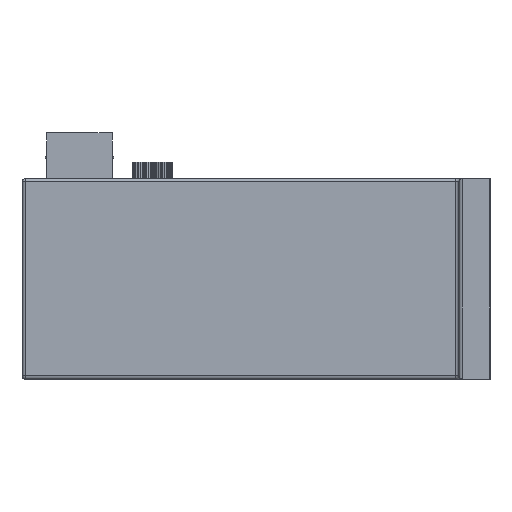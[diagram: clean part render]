
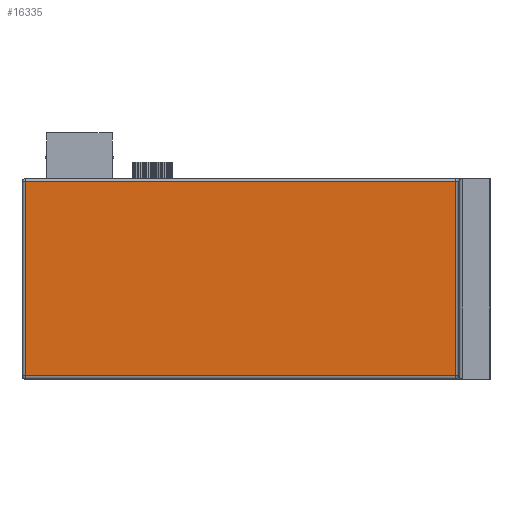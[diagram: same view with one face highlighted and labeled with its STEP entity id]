
A CAD part, left-side view. The second image highlights one B-rep face of the part: STEP entity #16335.
In plain terms, the highlighted planar face has unit normal (-1, 0, 0).
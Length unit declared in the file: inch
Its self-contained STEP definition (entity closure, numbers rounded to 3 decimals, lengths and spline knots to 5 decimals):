
#35 = CARTESIAN_POINT ( 'NONE',  ( 0.33328, 3.02081, 2.62054 ) ) ;
#569 = VERTEX_POINT ( 'NONE', #16745 ) ;
#694 = EDGE_CURVE ( 'NONE', #569, #6549, #4436, .T. ) ;
#1127 = LINE ( 'NONE', #11620, #7651 ) ;
#1172 = DIRECTION ( 'NONE',  ( 0., 0., -1. ) ) ;
#1491 = CARTESIAN_POINT ( 'NONE',  ( 0.33328, 0.99281, 2.62054 ) ) ;
#2837 = DIRECTION ( 'NONE',  ( 0., 0., 1. ) ) ;
#4115 = FACE_OUTER_BOUND ( 'NONE', #7120, .T. ) ;
#4436 = LINE ( 'NONE', #5894, #6205 ) ;
#4678 = DIRECTION ( 'NONE',  ( 0., -1., 0. ) ) ;
#4764 = AXIS2_PLACEMENT_3D ( 'NONE', #13563, #8217, #1172 ) ;
#5138 = ORIENTED_EDGE ( 'NONE', *, *, #13976, .T. ) ;
#5894 = CARTESIAN_POINT ( 'NONE',  ( 0.33328, 0.99281, 1.71354 ) ) ;
#6014 = CARTESIAN_POINT ( 'NONE',  ( 0.33328, 1.00781, 2.62054 ) ) ;
#6205 = VECTOR ( 'NONE', #4678, 39.37008 ) ;
#6549 = VERTEX_POINT ( 'NONE', #7266 ) ;
#7120 = EDGE_LOOP ( 'NONE', ( #7539, #5138, #9979, #7172 ) ) ;
#7172 = ORIENTED_EDGE ( 'NONE', *, *, #694, .T. ) ;
#7266 = CARTESIAN_POINT ( 'NONE',  ( 0.33328, 1.00781, 1.71354 ) ) ;
#7539 = ORIENTED_EDGE ( 'NONE', *, *, #15944, .T. ) ;
#7651 = VECTOR ( 'NONE', #14439, 39.37008 ) ;
#8217 = DIRECTION ( 'NONE',  ( 1., 0., 0. ) ) ;
#8293 = LINE ( 'NONE', #11114, #15698 ) ;
#9979 = ORIENTED_EDGE ( 'NONE', *, *, #10432, .T. ) ;
#10432 = EDGE_CURVE ( 'NONE', #17381, #569, #1127, .T. ) ;
#11114 = CARTESIAN_POINT ( 'NONE',  ( 0.33328, 1.00781, 2.63554 ) ) ;
#11620 = CARTESIAN_POINT ( 'NONE',  ( 0.33328, 3.02081, 2.63554 ) ) ;
#13384 = VERTEX_POINT ( 'NONE', #6014 ) ;
#13563 = CARTESIAN_POINT ( 'NONE',  ( 0.33328, 0.99281, 2.63554 ) ) ;
#13976 = EDGE_CURVE ( 'NONE', #13384, #17381, #14664, .T. ) ;
#14439 = DIRECTION ( 'NONE',  ( 0., 0., -1. ) ) ;
#14664 = LINE ( 'NONE', #1491, #14882 ) ;
#14882 = VECTOR ( 'NONE', #15659, 39.37008 ) ;
#15659 = DIRECTION ( 'NONE',  ( 0., 1., 0. ) ) ;
#15698 = VECTOR ( 'NONE', #2837, 39.37008 ) ;
#15944 = EDGE_CURVE ( 'NONE', #6549, #13384, #8293, .T. ) ;
#16335 = ADVANCED_FACE ( 'NONE', ( #4115 ), #16578, .F. ) ;
#16578 = PLANE ( 'NONE',  #4764 ) ;
#16745 = CARTESIAN_POINT ( 'NONE',  ( 0.33328, 3.02081, 1.71354 ) ) ;
#17381 = VERTEX_POINT ( 'NONE', #35 ) ;
